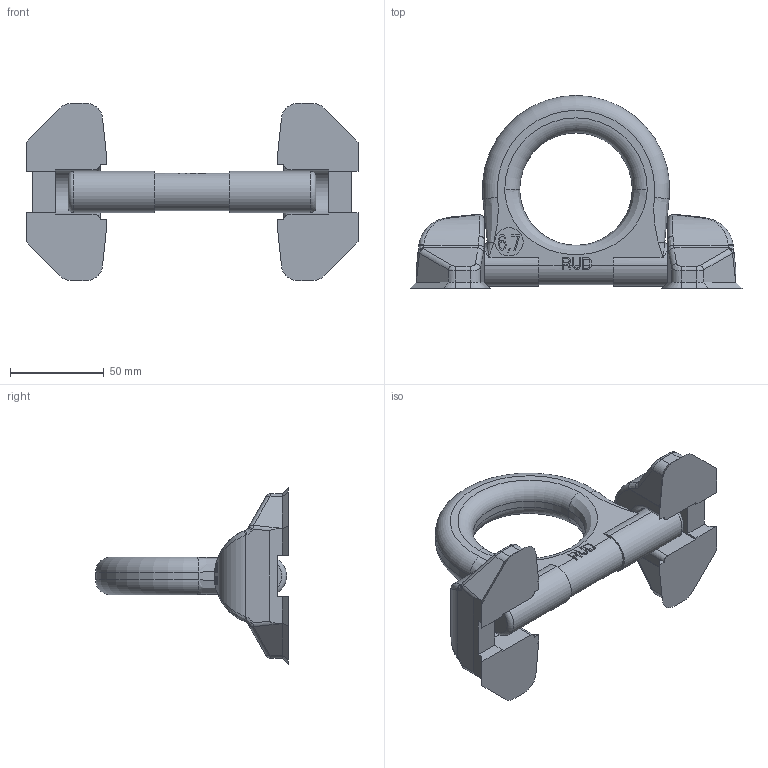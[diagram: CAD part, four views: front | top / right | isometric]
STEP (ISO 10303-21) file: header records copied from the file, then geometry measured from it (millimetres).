
FILE_DESCRIPTION((''),'2;1');
FILE_NAME('001-M32128-P-1_ASM','2005-09-21T',('jakubetz'),(''),'PRO/ENGINEER BY PARAMETRIC TECHNOLOGY CORPORATION, 2001400','PRO/ENGINEER BY PARAMETRIC TECHNOLOGY CORPORATION, 2001400','');
FILE_SCHEMA(('CONFIG_CONTROL_DESIGN'));
Length unit declared in the file: millimetre
Products named in the file (3): 001-M32129-P-1; 001-M32128-P-1; 001-M32128-P-1_ASM
Assembly tree (3 placements, depth 2):
  001-M32128-P-1_ASM
    001-M32129-P-1
    001-M32128-P-1  x2
Bounding box: 177.2 x 103 x 94.6 mm (x, y, z)
Volume: 247501.9 mm3; surface area: 47393.4 mm2
Topology: 3 solids, 3 shells, 838 faces, 2277 edges, 1468 vertices
Faces by surface type: plane 690, cylinder 62, bspline 48, torus 14, sphere 12, cone 12
Entity records: 19200 total; most frequent: CARTESIAN_POINT 6204, ORIENTED_EDGE 2834, DIRECTION 2415, EDGE_CURVE 1417, VECTOR 1207, LINE 1207, VERTEX_POINT 919, AXIS2_PLACEMENT_3D 604
